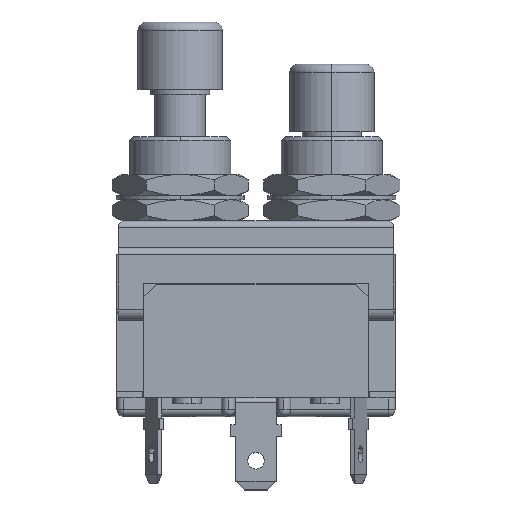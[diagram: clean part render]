
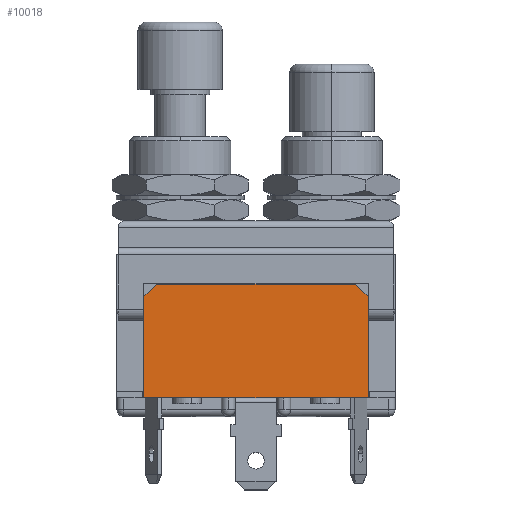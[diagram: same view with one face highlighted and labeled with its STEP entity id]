
A CAD part, top view. The second image highlights one B-rep face of the part: STEP entity #10018.
In plain terms, the highlighted planar face has unit normal (0, 0, 1).
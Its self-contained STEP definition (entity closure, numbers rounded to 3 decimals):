
#121 = PLANE ( 'NONE',  #1020 ) ;
#516 = EDGE_CURVE ( 'NONE', #9941, #5329, #1573, .T. ) ;
#752 = VERTEX_POINT ( 'NONE', #2935 ) ;
#903 = VECTOR ( 'NONE', #1179, 1000. ) ;
#1020 = AXIS2_PLACEMENT_3D ( 'NONE', #8005, #5680, #4765 ) ;
#1112 = EDGE_CURVE ( 'NONE', #5329, #8901, #2062, .T. ) ;
#1179 = DIRECTION ( 'NONE',  ( 0., 1., 0. ) ) ;
#1442 = VECTOR ( 'NONE', #4334, 1000. ) ;
#1504 = VECTOR ( 'NONE', #9091, 1000. ) ;
#1573 = LINE ( 'NONE', #5822, #1442 ) ;
#1958 = ORIENTED_EDGE ( 'NONE', *, *, #9595, .T. ) ;
#2062 = LINE ( 'NONE', #9013, #9995 ) ;
#2207 = CARTESIAN_POINT ( 'NONE',  ( -13.3, -17., 9.6 ) ) ;
#2276 = VECTOR ( 'NONE', #5930, 1000. ) ;
#2935 = CARTESIAN_POINT ( 'NONE',  ( 13.3, -5., 9.6 ) ) ;
#3204 = ORIENTED_EDGE ( 'NONE', *, *, #9515, .T. ) ;
#3339 = VERTEX_POINT ( 'NONE', #7215 ) ;
#3451 = EDGE_CURVE ( 'NONE', #3743, #3339, #7191, .T. ) ;
#3675 = CARTESIAN_POINT ( 'NONE',  ( -11.8, -3.5, 9.6 ) ) ;
#3743 = VERTEX_POINT ( 'NONE', #2207 ) ;
#4041 = CARTESIAN_POINT ( 'NONE',  ( 11.8, -3.5, 9.6 ) ) ;
#4089 = CARTESIAN_POINT ( 'NONE',  ( 13.3, -17., 9.6 ) ) ;
#4097 = ORIENTED_EDGE ( 'NONE', *, *, #516, .T. ) ;
#4169 = CARTESIAN_POINT ( 'NONE',  ( -13.3, -17., 9.6 ) ) ;
#4334 = DIRECTION ( 'NONE',  ( -1., 0., 0. ) ) ;
#4382 = LINE ( 'NONE', #7277, #2276 ) ;
#4765 = DIRECTION ( 'NONE',  ( -1., 0., 0. ) ) ;
#4944 = DIRECTION ( 'NONE',  ( 1., 0., 0. ) ) ;
#4973 = ORIENTED_EDGE ( 'NONE', *, *, #1112, .T. ) ;
#5329 = VERTEX_POINT ( 'NONE', #3675 ) ;
#5379 = FACE_OUTER_BOUND ( 'NONE', #9796, .T. ) ;
#5680 = DIRECTION ( 'NONE',  ( 0., 0., -1. ) ) ;
#5822 = CARTESIAN_POINT ( 'NONE',  ( -13.3, -3.5, 9.6 ) ) ;
#5831 = DIRECTION ( 'NONE',  ( -0.707, -0.707, 0. ) ) ;
#5930 = DIRECTION ( 'NONE',  ( 0., -1., 0. ) ) ;
#5939 = ORIENTED_EDGE ( 'NONE', *, *, #3451, .T. ) ;
#6016 = LINE ( 'NONE', #4089, #903 ) ;
#6816 = VECTOR ( 'NONE', #4944, 1000. ) ;
#7090 = ORIENTED_EDGE ( 'NONE', *, *, #10177, .T. ) ;
#7191 = LINE ( 'NONE', #4169, #6816 ) ;
#7215 = CARTESIAN_POINT ( 'NONE',  ( 13.3, -17., 9.6 ) ) ;
#7277 = CARTESIAN_POINT ( 'NONE',  ( -13.3, -17., 9.6 ) ) ;
#8005 = CARTESIAN_POINT ( 'NONE',  ( -13.3, -3.5, 9.6 ) ) ;
#8293 = CARTESIAN_POINT ( 'NONE',  ( 11.8, -3.5, 9.6 ) ) ;
#8901 = VERTEX_POINT ( 'NONE', #9079 ) ;
#9013 = CARTESIAN_POINT ( 'NONE',  ( -13.3, -5., 9.6 ) ) ;
#9079 = CARTESIAN_POINT ( 'NONE',  ( -13.3, -5., 9.6 ) ) ;
#9091 = DIRECTION ( 'NONE',  ( -0.707, 0.707, 0. ) ) ;
#9515 = EDGE_CURVE ( 'NONE', #752, #9941, #10076, .T. ) ;
#9595 = EDGE_CURVE ( 'NONE', #3339, #752, #6016, .T. ) ;
#9796 = EDGE_LOOP ( 'NONE', ( #1958, #3204, #4097, #4973, #7090, #5939 ) ) ;
#9941 = VERTEX_POINT ( 'NONE', #4041 ) ;
#9995 = VECTOR ( 'NONE', #5831, 1000. ) ;
#10018 = ADVANCED_FACE ( 'NONE', ( #5379 ), #121, .F. ) ;
#10076 = LINE ( 'NONE', #8293, #1504 ) ;
#10177 = EDGE_CURVE ( 'NONE', #8901, #3743, #4382, .T. ) ;
